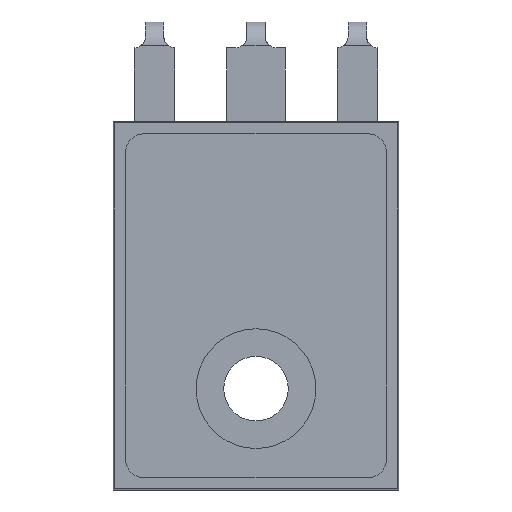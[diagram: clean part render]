
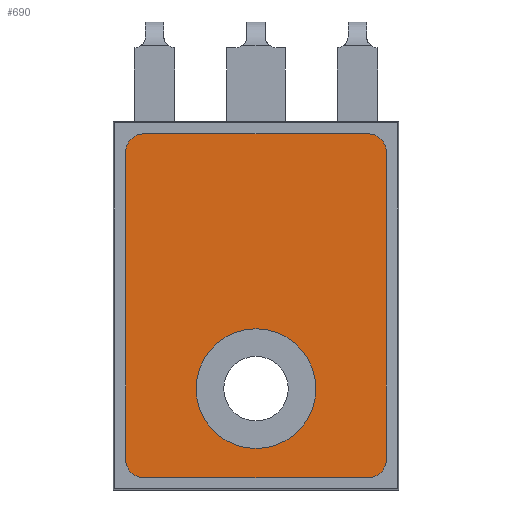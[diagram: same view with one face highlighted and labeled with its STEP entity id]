
A CAD part, front view. The second image highlights one B-rep face of the part: STEP entity #690.
In plain terms, the highlighted planar face has unit normal (0, -1, 0).
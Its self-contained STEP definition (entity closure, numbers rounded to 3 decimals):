
#428=LINE('',#2980,#589);
#432=LINE('',#2992,#593);
#436=LINE('',#3004,#597);
#439=LINE('',#3013,#600);
#589=VECTOR('',#2333,1.);
#593=VECTOR('',#2345,1.);
#597=VECTOR('',#2357,1.);
#600=VECTOR('',#2368,1.);
#690=ADVANCED_FACE('',(#773,#774),#756,.T.);
#756=PLANE('',#1921);
#773=FACE_BOUND('',#874,.T.);
#774=FACE_BOUND('',#875,.T.);
#874=EDGE_LOOP('',(#1322));
#875=EDGE_LOOP('',(#1323,#1324,#1325,#1326,#1327,#1328,#1329,#1330));
#1322=ORIENTED_EDGE('',*,*,#1721,.F.);
#1323=ORIENTED_EDGE('',*,*,#1700,.T.);
#1324=ORIENTED_EDGE('',*,*,#1720,.T.);
#1325=ORIENTED_EDGE('',*,*,#1718,.T.);
#1326=ORIENTED_EDGE('',*,*,#1715,.T.);
#1327=ORIENTED_EDGE('',*,*,#1712,.T.);
#1328=ORIENTED_EDGE('',*,*,#1709,.T.);
#1329=ORIENTED_EDGE('',*,*,#1706,.T.);
#1330=ORIENTED_EDGE('',*,*,#1703,.T.);
#1475=VERTEX_POINT('',#2969);
#1477=VERTEX_POINT('',#2973);
#1479=VERTEX_POINT('',#2978);
#1481=VERTEX_POINT('',#2984);
#1483=VERTEX_POINT('',#2990);
#1485=VERTEX_POINT('',#2996);
#1487=VERTEX_POINT('',#3002);
#1489=VERTEX_POINT('',#3008);
#1490=VERTEX_POINT('',#3016);
#1700=EDGE_CURVE('',#1475,#1477,#1768,.T.);
#1703=EDGE_CURVE('',#1479,#1475,#428,.T.);
#1706=EDGE_CURVE('',#1481,#1479,#1770,.T.);
#1709=EDGE_CURVE('',#1483,#1481,#432,.T.);
#1712=EDGE_CURVE('',#1485,#1483,#1772,.T.);
#1715=EDGE_CURVE('',#1487,#1485,#436,.T.);
#1718=EDGE_CURVE('',#1489,#1487,#1774,.T.);
#1720=EDGE_CURVE('',#1477,#1489,#439,.T.);
#1721=EDGE_CURVE('',#1490,#1490,#1775,.T.);
#1768=CIRCLE('',#1903,1.);
#1770=CIRCLE('',#1907,1.);
#1772=CIRCLE('',#1911,1.);
#1774=CIRCLE('',#1915,1.);
#1775=CIRCLE('',#1918,3.25);
#1903=AXIS2_PLACEMENT_3D('',#2974,#2327,#2328);
#1907=AXIS2_PLACEMENT_3D('',#2986,#2339,#2340);
#1911=AXIS2_PLACEMENT_3D('',#2998,#2351,#2352);
#1915=AXIS2_PLACEMENT_3D('',#3010,#2363,#2364);
#1918=AXIS2_PLACEMENT_3D('',#3015,#2371,#2372);
#1921=AXIS2_PLACEMENT_3D('',#3020,#2377,#2378);
#2327=DIRECTION('',(0.,-1.,0.));
#2328=DIRECTION('',(0.,0.,-1.));
#2333=DIRECTION('',(-1.,0.,0.));
#2339=DIRECTION('',(0.,-1.,0.));
#2340=DIRECTION('',(0.,0.,-1.));
#2345=DIRECTION('',(0.,0.,1.));
#2351=DIRECTION('',(0.,-1.,0.));
#2352=DIRECTION('',(0.,0.,-1.));
#2357=DIRECTION('',(1.,0.,0.));
#2363=DIRECTION('',(0.,-1.,0.));
#2364=DIRECTION('',(0.,0.,-1.));
#2368=DIRECTION('',(0.,0.,-1.));
#2371=DIRECTION('',(0.,-1.,0.));
#2372=DIRECTION('',(0.,0.,-1.));
#2377=DIRECTION('',(0.,-1.,0.));
#2378=DIRECTION('',(0.,0.,-1.));
#2969=CARTESIAN_POINT('',(-6.08,-2.,13.83));
#2973=CARTESIAN_POINT('',(-7.08,-2.,12.83));
#2974=CARTESIAN_POINT('',(-6.08,-2.,12.83));
#2978=CARTESIAN_POINT('',(6.08,-2.,13.83));
#2980=CARTESIAN_POINT('',(6.08,-2.,13.83));
#2984=CARTESIAN_POINT('',(7.08,-2.,12.83));
#2986=CARTESIAN_POINT('',(6.08,-2.,12.83));
#2990=CARTESIAN_POINT('',(7.08,-2.,-3.83));
#2992=CARTESIAN_POINT('',(7.08,-2.,-3.83));
#2996=CARTESIAN_POINT('',(6.08,-2.,-4.83));
#2998=CARTESIAN_POINT('',(6.08,-2.,-3.83));
#3002=CARTESIAN_POINT('',(-6.08,-2.,-4.83));
#3004=CARTESIAN_POINT('',(-6.08,-2.,-4.83));
#3008=CARTESIAN_POINT('',(-7.08,-2.,-3.83));
#3010=CARTESIAN_POINT('',(-6.08,-2.,-3.83));
#3013=CARTESIAN_POINT('',(-7.08,-2.,12.83));
#3015=CARTESIAN_POINT('',(0.,-2.,0.));
#3016=CARTESIAN_POINT('',(0.,-2.,-3.25));
#3020=CARTESIAN_POINT('',(-6.08,-2.,12.83));
